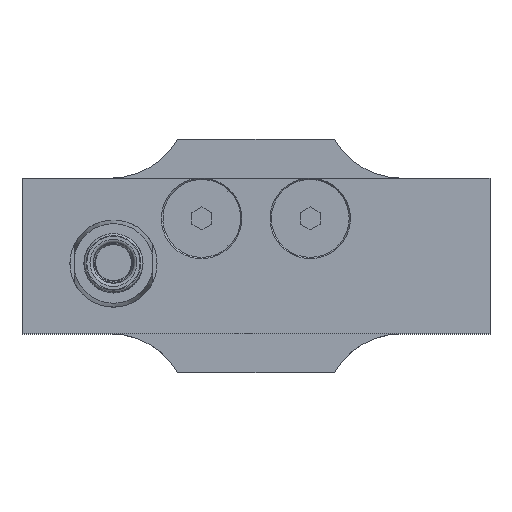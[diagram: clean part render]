
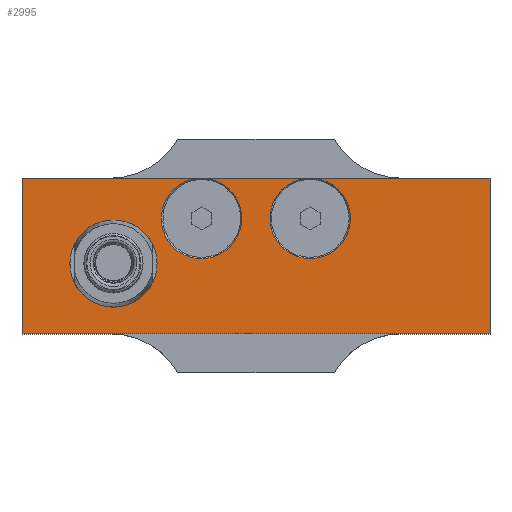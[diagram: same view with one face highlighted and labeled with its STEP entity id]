
A CAD part, top view. The second image highlights one B-rep face of the part: STEP entity #2995.
In plain terms, the highlighted face is planar.
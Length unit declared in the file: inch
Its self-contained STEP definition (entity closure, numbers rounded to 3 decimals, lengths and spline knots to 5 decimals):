
#246=CARTESIAN_POINT('',(-0.22882,0.269,-0.55));
#247=VERTEX_POINT('',#246);
#248=CARTESIAN_POINT('',(-0.20618,0.269,-0.55));
#249=VERTEX_POINT('',#248);
#250=CARTESIAN_POINT('',(-0.2175,0.141,-0.55));
#251=DIRECTION('',(0.0,0.0,1.0));
#252=DIRECTION('',(-1.0,0.0,0.0));
#253=AXIS2_PLACEMENT_3D('',#250,#251,#252);
#254=CIRCLE('',#253,0.1285);
#255=EDGE_CURVE('',#247,#249,#254,.T.);
#464=CARTESIAN_POINT('',(0.5275,0.07155,-0.55));
#465=VERTEX_POINT('',#464);
#466=CARTESIAN_POINT('',(0.2935,0.07155,-0.55));
#467=VERTEX_POINT('',#466);
#468=CARTESIAN_POINT('',(0.4105,-0.0035,-0.55));
#469=DIRECTION('',(0.0,0.0,1.0));
#470=DIRECTION('',(0.0,-1.0,0.0));
#471=AXIS2_PLACEMENT_3D('',#468,#469,#470);
#472=CIRCLE('',#471,0.139);
#473=EDGE_CURVE('',#465,#467,#472,.T.);
#492=CARTESIAN_POINT('',(0.5275,-0.07855,-0.55));
#493=VERTEX_POINT('',#492);
#500=CARTESIAN_POINT('',(0.2935,-0.07855,-0.55));
#501=VERTEX_POINT('',#500);
#502=CARTESIAN_POINT('',(0.4105,-0.0035,-0.55));
#503=DIRECTION('',(0.0,0.0,1.0));
#504=DIRECTION('',(0.0,-1.0,0.0));
#505=AXIS2_PLACEMENT_3D('',#502,#503,#504);
#506=CIRCLE('',#505,0.139);
#507=EDGE_CURVE('',#501,#493,#506,.T.);
#912=CARTESIAN_POINT('',(0.11818,0.269,-0.55));
#913=VERTEX_POINT('',#912);
#914=CARTESIAN_POINT('',(0.14082,0.269,-0.55));
#915=VERTEX_POINT('',#914);
#916=CARTESIAN_POINT('',(0.1295,0.141,-0.55));
#917=DIRECTION('',(0.0,0.0,1.0));
#918=DIRECTION('',(-1.0,0.0,0.0));
#919=AXIS2_PLACEMENT_3D('',#916,#917,#918);
#920=CIRCLE('',#919,0.1285);
#921=EDGE_CURVE('',#913,#915,#920,.T.);
#1949=CARTESIAN_POINT('',(0.5275,-0.07855,-0.55));
#1950=DIRECTION('',(0.0,1.0,0.0));
#1951=VECTOR('',#1950,0.15009);
#1952=LINE('',#1949,#1951);
#1953=EDGE_CURVE('',#493,#465,#1952,.T.);
#1971=CARTESIAN_POINT('',(0.2935,0.07155,-0.55));
#1972=DIRECTION('',(0.0,-1.0,0.0));
#1973=VECTOR('',#1972,0.15009);
#1974=LINE('',#1971,#1973);
#1975=EDGE_CURVE('',#467,#501,#1974,.T.);
#2907=CARTESIAN_POINT('',(-0.7915,0.269,-0.55));
#2908=VERTEX_POINT('',#2907);
#2909=CARTESIAN_POINT('',(-0.22882,0.269,-0.55));
#2910=DIRECTION('',(-1.0,0.0,0.0));
#2911=VECTOR('',#2910,0.56268);
#2912=LINE('',#2909,#2911);
#2913=EDGE_CURVE('',#247,#2908,#2912,.T.);
#2931=CARTESIAN_POINT('',(0.7025,0.269,-0.55));
#2932=VERTEX_POINT('',#2931);
#2939=CARTESIAN_POINT('',(0.7025,0.269,-0.55));
#2940=DIRECTION('',(-1.0,0.0,0.0));
#2941=VECTOR('',#2940,0.56168);
#2942=LINE('',#2939,#2941);
#2943=EDGE_CURVE('',#2932,#915,#2942,.T.);
#2946=CARTESIAN_POINT('',(0.11818,0.269,-0.55));
#2947=DIRECTION('',(-1.0,0.0,0.0));
#2948=VECTOR('',#2947,0.32435);
#2949=LINE('',#2946,#2948);
#2950=EDGE_CURVE('',#913,#249,#2949,.T.);
#2955=CARTESIAN_POINT('',(0.7025,0.269,-0.55));
#2956=DIRECTION('',(0.0,0.0,-1.0));
#2957=DIRECTION('',(-1.0,0.0,0.0));
#2958=AXIS2_PLACEMENT_3D('',#2955,#2956,#2957);
#2959=PLANE('',#2958);
#2960=ORIENTED_EDGE('',*,*,#255,.T.);
#2961=ORIENTED_EDGE('',*,*,#2950,.F.);
#2962=ORIENTED_EDGE('',*,*,#921,.T.);
#2963=ORIENTED_EDGE('',*,*,#2943,.F.);
#2964=CARTESIAN_POINT('',(0.7025,-0.227,-0.55));
#2965=VERTEX_POINT('',#2964);
#2966=CARTESIAN_POINT('',(0.7025,-0.227,-0.55));
#2967=DIRECTION('',(0.0,1.0,0.0));
#2968=VECTOR('',#2967,0.496);
#2969=LINE('',#2966,#2968);
#2970=EDGE_CURVE('',#2965,#2932,#2969,.T.);
#2971=ORIENTED_EDGE('',*,*,#2970,.F.);
#2972=CARTESIAN_POINT('',(-0.7915,-0.227,-0.55));
#2973=VERTEX_POINT('',#2972);
#2974=CARTESIAN_POINT('',(-0.7915,-0.227,-0.55));
#2975=DIRECTION('',(1.0,0.0,0.0));
#2976=VECTOR('',#2975,1.494);
#2977=LINE('',#2974,#2976);
#2978=EDGE_CURVE('',#2973,#2965,#2977,.T.);
#2979=ORIENTED_EDGE('',*,*,#2978,.F.);
#2980=CARTESIAN_POINT('',(-0.7915,0.269,-0.55));
#2981=DIRECTION('',(0.0,-1.0,0.0));
#2982=VECTOR('',#2981,0.496);
#2983=LINE('',#2980,#2982);
#2984=EDGE_CURVE('',#2908,#2973,#2983,.T.);
#2985=ORIENTED_EDGE('',*,*,#2984,.F.);
#2986=ORIENTED_EDGE('',*,*,#2913,.F.);
#2987=EDGE_LOOP('',(#2960,#2961,#2962,#2963,#2971,#2979,#2985,#2986));
#2988=FACE_OUTER_BOUND('',#2987,.T.);
#2989=ORIENTED_EDGE('',*,*,#1953,.T.);
#2990=ORIENTED_EDGE('',*,*,#473,.T.);
#2991=ORIENTED_EDGE('',*,*,#1975,.T.);
#2992=ORIENTED_EDGE('',*,*,#507,.T.);
#2993=EDGE_LOOP('',(#2989,#2990,#2991,#2992));
#2994=FACE_BOUND('',#2993,.T.);
#2995=ADVANCED_FACE('',(#2988,#2994),#2959,.T.);
